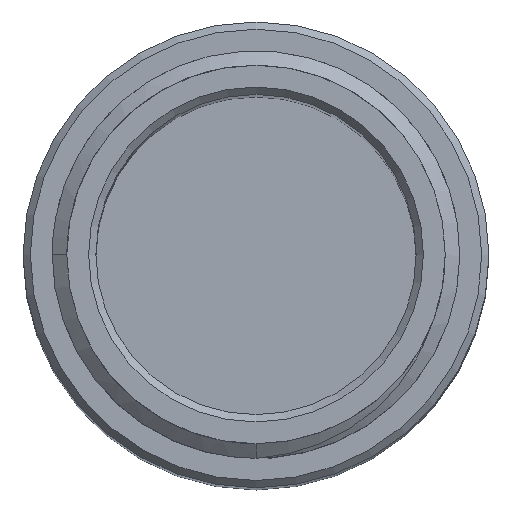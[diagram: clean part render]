
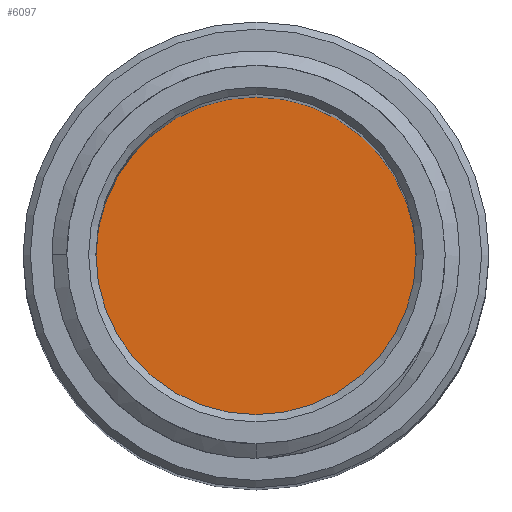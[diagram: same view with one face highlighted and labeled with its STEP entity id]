
A CAD part, top view. The second image highlights one B-rep face of the part: STEP entity #6097.
In plain terms, the highlighted planar face has unit normal (0, 0, 1).
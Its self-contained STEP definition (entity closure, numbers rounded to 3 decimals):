
#6031 = CYLINDRICAL_SURFACE('',#6032,11.);
#6032 = AXIS2_PLACEMENT_3D('',#6033,#6034,#6035);
#6033 = CARTESIAN_POINT('',(0.,0.,100.));
#6034 = DIRECTION('',(0.,0.,-1.));
#6035 = DIRECTION('',(1.,0.,0.));
#6047 = VERTEX_POINT('',#6048);
#6048 = CARTESIAN_POINT('',(11.,0.,0.));
#6071 = EDGE_CURVE('',#6047,#6047,#6072,.T.);
#6072 = SURFACE_CURVE('',#6073,(#6078,#6085),.PCURVE_S1.);
#6073 = CIRCLE('',#6074,11.);
#6074 = AXIS2_PLACEMENT_3D('',#6075,#6076,#6077);
#6075 = CARTESIAN_POINT('',(0.,0.,0.));
#6076 = DIRECTION('',(0.,0.,-1.));
#6077 = DIRECTION('',(1.,0.,0.));
#6078 = PCURVE('',#6031,#6079);
#6079 = DEFINITIONAL_REPRESENTATION('',(#6080),#6084);
#6080 = LINE('',#6081,#6082);
#6081 = CARTESIAN_POINT('',(0.,100.));
#6082 = VECTOR('',#6083,1.);
#6083 = DIRECTION('',(1.,0.));
#6084 = ( GEOMETRIC_REPRESENTATION_CONTEXT(2) 
PARAMETRIC_REPRESENTATION_CONTEXT() REPRESENTATION_CONTEXT('2D SPACE',''
  ) );
#6085 = PCURVE('',#6086,#6091);
#6086 = PLANE('',#6087);
#6087 = AXIS2_PLACEMENT_3D('',#6088,#6089,#6090);
#6088 = CARTESIAN_POINT('',(0.,0.,0.));
#6089 = DIRECTION('',(0.,0.,-1.));
#6090 = DIRECTION('',(1.,0.,0.));
#6091 = DEFINITIONAL_REPRESENTATION('',(#6092),#6096);
#6092 = CIRCLE('',#6093,11.);
#6093 = AXIS2_PLACEMENT_2D('',#6094,#6095);
#6094 = CARTESIAN_POINT('',(0.,0.));
#6095 = DIRECTION('',(1.,0.));
#6096 = ( GEOMETRIC_REPRESENTATION_CONTEXT(2) 
PARAMETRIC_REPRESENTATION_CONTEXT() REPRESENTATION_CONTEXT('2D SPACE',''
  ) );
#6097 = ADVANCED_FACE('',(#6098),#6086,.F.);
#6098 = FACE_BOUND('',#6099,.F.);
#6099 = EDGE_LOOP('',(#6100));
#6100 = ORIENTED_EDGE('',*,*,#6071,.T.);
